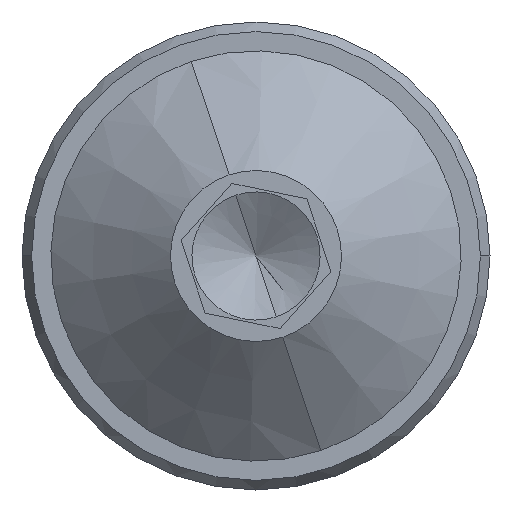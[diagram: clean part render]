
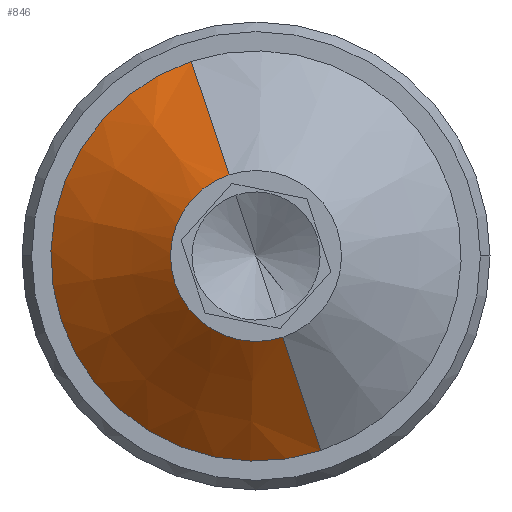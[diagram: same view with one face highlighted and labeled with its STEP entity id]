
A CAD part, front view. The second image highlights one B-rep face of the part: STEP entity #846.
In plain terms, the highlighted conical face has half-angle 50 degrees and reference radius 9.6 mm.
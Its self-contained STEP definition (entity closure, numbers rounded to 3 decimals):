
#71 = FACE_OUTER_BOUND ( 'NONE', #1161, .T. ) ;
#92 = VERTEX_POINT ( 'NONE', #1273 ) ;
#150 = ORIENTED_EDGE ( 'NONE', *, *, #1323, .F. ) ;
#228 = VERTEX_POINT ( 'NONE', #999 ) ;
#233 = DIRECTION ( 'NONE',  ( 0., 1., 0. ) ) ;
#244 = DIRECTION ( 'NONE',  ( 0.315, 0., -0.949 ) ) ;
#249 = DIRECTION ( 'NONE',  ( 0., 1., 0. ) ) ;
#254 = CARTESIAN_POINT ( 'NONE',  ( 30.873, -9.24, 21.9 ) ) ;
#322 = AXIS2_PLACEMENT_3D ( 'NONE', #1511, #1499, #502 ) ;
#344 = CARTESIAN_POINT ( 'NONE',  ( 27.847, -9.24, 31.01 ) ) ;
#348 = DIRECTION ( 'NONE',  ( -0.242, 0.643, 0.727 ) ) ;
#354 = CARTESIAN_POINT ( 'NONE',  ( 30.873, -13.939, 21.9 ) ) ;
#362 = CIRCLE ( 'NONE', #523, 9.6 ) ;
#371 = DIRECTION ( 'NONE',  ( 0.315, 0., -0.949 ) ) ;
#502 = DIRECTION ( 'NONE',  ( 0.315, 0., -0.949 ) ) ;
#523 = AXIS2_PLACEMENT_3D ( 'NONE', #254, #249, #244 ) ;
#551 = VERTEX_POINT ( 'NONE', #943 ) ;
#640 = ORIENTED_EDGE ( 'NONE', *, *, #1512, .T. ) ;
#685 = VERTEX_POINT ( 'NONE', #798 ) ;
#798 = CARTESIAN_POINT ( 'NONE',  ( 32.134, -13.939, 18.104 ) ) ;
#846 = ADVANCED_FACE ( 'NONE', ( #71 ), #1653, .T. ) ;
#881 = EDGE_CURVE ( 'NONE', #685, #228, #1145, .T. ) ;
#943 = CARTESIAN_POINT ( 'NONE',  ( 29.612, -13.939, 25.696 ) ) ;
#964 = VECTOR ( 'NONE', #1353, 1000. ) ;
#999 = CARTESIAN_POINT ( 'NONE',  ( 33.9, -9.24, 12.79 ) ) ;
#1104 = ORIENTED_EDGE ( 'NONE', *, *, #881, .F. ) ;
#1122 = VECTOR ( 'NONE', #348, 1000. ) ;
#1145 = LINE ( 'NONE', #1315, #964 ) ;
#1161 = EDGE_LOOP ( 'NONE', ( #1525, #640, #150, #1104 ) ) ;
#1179 = AXIS2_PLACEMENT_3D ( 'NONE', #354, #233, #371 ) ;
#1231 = CIRCLE ( 'NONE', #1179, 4. ) ;
#1273 = CARTESIAN_POINT ( 'NONE',  ( 27.847, -9.24, 31.01 ) ) ;
#1274 = LINE ( 'NONE', #344, #1122 ) ;
#1315 = CARTESIAN_POINT ( 'NONE',  ( 33.9, -9.24, 12.79 ) ) ;
#1323 = EDGE_CURVE ( 'NONE', #228, #92, #362, .T. ) ;
#1353 = DIRECTION ( 'NONE',  ( 0.242, 0.643, -0.727 ) ) ;
#1499 = DIRECTION ( 'NONE',  ( 0., 1., 0. ) ) ;
#1501 = EDGE_CURVE ( 'NONE', #685, #551, #1231, .T. ) ;
#1511 = CARTESIAN_POINT ( 'NONE',  ( 30.873, -9.24, 21.9 ) ) ;
#1512 = EDGE_CURVE ( 'NONE', #551, #92, #1274, .T. ) ;
#1525 = ORIENTED_EDGE ( 'NONE', *, *, #1501, .T. ) ;
#1653 = CONICAL_SURFACE ( 'NONE', #322, 9.6, 0.873 ) ;
